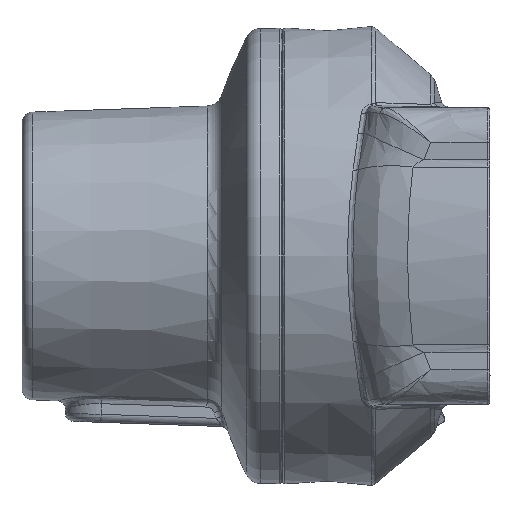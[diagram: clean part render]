
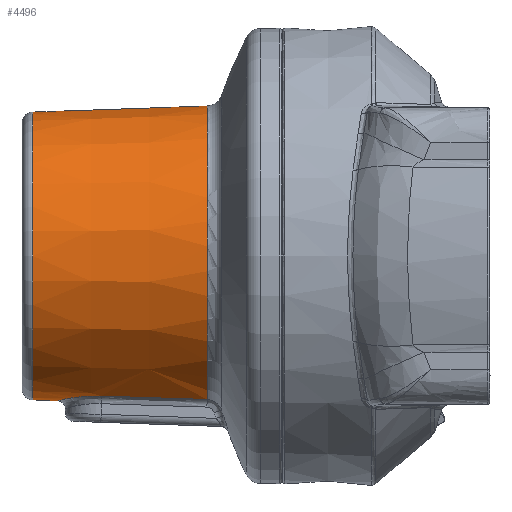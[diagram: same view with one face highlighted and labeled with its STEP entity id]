
A CAD part, left-side view. The second image highlights one B-rep face of the part: STEP entity #4496.
In plain terms, the highlighted conical face has half-angle 2 degrees and reference radius 31.5 mm.
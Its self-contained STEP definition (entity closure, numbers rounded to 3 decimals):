
#244 = CARTESIAN_POINT ( 'NONE',  ( -19.747, -106.965, 322.92 ) ) ;
#442 = ORIENTED_EDGE ( 'NONE', *, *, #77246, .T. ) ;
#1345 = CARTESIAN_POINT ( 'NONE',  ( -19.926, -117.458, 322.591 ) ) ;
#2996 = CARTESIAN_POINT ( 'NONE',  ( -1.184, -106.543, 322.933 ) ) ;
#3679 = CIRCLE ( 'NONE', #36119, 31.584 ) ;
#3840 = CARTESIAN_POINT ( 'NONE',  ( -0.88, -124.355, 322.375 ) ) ;
#3932 = CARTESIAN_POINT ( 'NONE',  ( -16.472, -97.395, 322.458 ) ) ;
#4192 = CARTESIAN_POINT ( 'NONE',  ( -19.444, -102.186, 323. ) ) ;
#4496 = ADVANCED_FACE ( 'NONE', ( #8122, #42536 ), #74095, .T. ) ;
#4526 = ORIENTED_EDGE ( 'NONE', *, *, #37703, .T. ) ;
#4745 = CARTESIAN_POINT ( 'NONE',  ( -6.323, -96.097, 322.201 ) ) ;
#6664 = CARTESIAN_POINT ( 'NONE',  ( -20.103, -127.853, 322.266 ) ) ;
#8122 = FACE_OUTER_BOUND ( 'NONE', #30058, .T. ) ;
#8979 = VERTEX_POINT ( 'NONE', #59836 ) ;
#9711 = CARTESIAN_POINT ( 'NONE',  ( -0.86, -125.521, 322.339 ) ) ;
#10257 = CARTESIAN_POINT ( 'NONE',  ( -0.96, -119.691, 322.521 ) ) ;
#10337 = CARTESIAN_POINT ( 'NONE',  ( -13.444, -95.584, 322.089 ) ) ;
#10613 = CARTESIAN_POINT ( 'NONE',  ( -19.707, -104.633, 322.993 ) ) ;
#10638 = ORIENTED_EDGE ( 'NONE', *, *, #17242, .T. ) ;
#10879 = CARTESIAN_POINT ( 'NONE',  ( -15.137, -96.377, 322.263 ) ) ;
#11398 = CARTESIAN_POINT ( 'NONE',  ( -15.885, -96.905, 322.367 ) ) ;
#13566 = CARTESIAN_POINT ( 'NONE',  ( -20.006, -122.122, 322.445 ) ) ;
#13622 = DIRECTION ( 'NONE',  ( 0., -1., 0. ) ) ;
#16274 = CARTESIAN_POINT ( 'NONE',  ( -10.462, -89.655, 353.74 ) ) ;
#16687 = CARTESIAN_POINT ( 'NONE',  ( -4.323, -97.487, 322.477 ) ) ;
#16945 = CARTESIAN_POINT ( 'NONE',  ( -16.126, -97.094, 322.403 ) ) ;
#17242 = EDGE_CURVE ( 'NONE', #63379, #51698, #61887, .T. ) ;
#17490 = CARTESIAN_POINT ( 'NONE',  ( -13.736, -95.696, 322.114 ) ) ;
#17717 = AXIS2_PLACEMENT_3D ( 'NONE', #70582, #13622, #32826 ) ;
#17758 = CARTESIAN_POINT ( 'NONE',  ( -5.528, -96.56, 322.299 ) ) ;
#19090 = CARTESIAN_POINT ( 'NONE',  ( -19.707, -104.633, 322.993 ) ) ;
#20179 = CARTESIAN_POINT ( 'NONE',  ( -19.846, -112.795, 322.737 ) ) ;
#22160 = B_SPLINE_CURVE_WITH_KNOTS ( 'NONE', 3,
 ( #74171, #67587, #30371, #55141, #41950, #22966, #35344, #41672, #54594, #55405, #60954, #16687, #67856, #17758, #67049, #61227, #4745, #42470, #48779, #23501, #42737, #29280, #49058, #60691, #67309, #10337, #17490, #61495, #35600, #10879, #11398, #16945, #3932, #47968, #54319, #29810, #23756, #30101, #79702, #54872, #4192, #36428, #10613 ),
 .UNSPECIFIED., .F., .F.,
 ( 4, 2, 2, 2, 2, 2, 2, 2, 2, 2, 2, 2, 1, 2, 2, 2, 2, 2, 2, 2, 2, 4 ),
 ( 0., 0.062, 0.125, 0.187, 0.219, 0.25, 0.312, 0.344, 0.359, 0.375, 0.5, 0.563, 0.594, 0.609, 0.625, 0.688, 0.719, 0.734, 0.75, 0.813, 0.875, 1. ),
 .UNSPECIFIED. ) ;
#22966 = CARTESIAN_POINT ( 'NONE',  ( -2.182, -100.436, 322.87 ) ) ;
#23501 = CARTESIAN_POINT ( 'NONE',  ( -8.045, -95.313, 322.029 ) ) ;
#23756 = CARTESIAN_POINT ( 'NONE',  ( -17.443, -98.382, 322.622 ) ) ;
#26170 = CARTESIAN_POINT ( 'NONE',  ( -20.038, -124.032, 322.385 ) ) ;
#26792 = B_SPLINE_CURVE_WITH_KNOTS ( 'NONE', 3,
 ( #73014, #35261, #9711, #3840, #10257, #79355, #47611, #41585, #2996, #72180 ),
 .UNSPECIFIED., .F., .F.,
 ( 4, 3, 3, 4 ),
 ( 0., 0.151, 0.753, 1. ),
 .UNSPECIFIED. ) ;
#29280 = CARTESIAN_POINT ( 'NONE',  ( -11.065, -95.053, 321.967 ) ) ;
#29810 = CARTESIAN_POINT ( 'NONE',  ( -16.916, -97.822, 322.531 ) ) ;
#30058 = EDGE_LOOP ( 'NONE', ( #38991, #442, #35061, #10638 ) ) ;
#30101 = CARTESIAN_POINT ( 'NONE',  ( -17.816, -98.863, 322.692 ) ) ;
#30371 = CARTESIAN_POINT ( 'NONE',  ( -1.294, -103.401, 323.014 ) ) ;
#32826 = DIRECTION ( 'NONE',  ( 0., 0., 1. ) ) ;
#35061 = ORIENTED_EDGE ( 'NONE', *, *, #61218, .T. ) ;
#35179 = DIRECTION ( 'NONE',  ( 0., 1., 0. ) ) ;
#35261 = CARTESIAN_POINT ( 'NONE',  ( -0.84, -126.687, 322.302 ) ) ;
#35344 = CARTESIAN_POINT ( 'NONE',  ( -2.461, -99.888, 322.815 ) ) ;
#35600 = CARTESIAN_POINT ( 'NONE',  ( -14.601, -96.074, 322.197 ) ) ;
#35734 = DIRECTION ( 'NONE',  ( 0., 0., 1. ) ) ;
#36119 = AXIS2_PLACEMENT_3D ( 'NONE', #16274, #67722, #35734 ) ;
#36428 = CARTESIAN_POINT ( 'NONE',  ( -19.686, -103.389, 323.032 ) ) ;
#37703 = EDGE_CURVE ( 'NONE', #8979, #8979, #3679, .T. ) ;
#38027 = CARTESIAN_POINT ( 'NONE',  ( -19.727, -105.799, 322.956 ) ) ;
#38991 = ORIENTED_EDGE ( 'NONE', *, *, #60736, .T. ) ;
#41585 = CARTESIAN_POINT ( 'NONE',  ( -1.152, -108.454, 322.873 ) ) ;
#41672 = CARTESIAN_POINT ( 'NONE',  ( -2.948, -99.117, 322.722 ) ) ;
#41950 = CARTESIAN_POINT ( 'NONE',  ( -1.716, -101.601, 322.956 ) ) ;
#42470 = CARTESIAN_POINT ( 'NONE',  ( -6.6, -95.958, 322.171 ) ) ;
#42536 = FACE_BOUND ( 'NONE', #65979, .T. ) ;
#42737 = CARTESIAN_POINT ( 'NONE',  ( -9.235, -95.054, 321.968 ) ) ;
#45416 = CARTESIAN_POINT ( 'NONE',  ( -19.767, -108.131, 322.883 ) ) ;
#47611 = CARTESIAN_POINT ( 'NONE',  ( -1.119, -110.364, 322.813 ) ) ;
#47769 = CARTESIAN_POINT ( 'NONE',  ( -1.217, -104.633, 322.993 ) ) ;
#47968 = CARTESIAN_POINT ( 'NONE',  ( -16.585, -97.499, 322.476 ) ) ;
#48779 = CARTESIAN_POINT ( 'NONE',  ( -6.739, -95.892, 322.157 ) ) ;
#49058 = CARTESIAN_POINT ( 'NONE',  ( -11.668, -95.116, 321.983 ) ) ;
#50442 = AXIS2_PLACEMENT_3D ( 'NONE', #73190, #35179, #73994 ) ;
#51311 = CARTESIAN_POINT ( 'NONE',  ( -0.82, -127.853, 322.266 ) ) ;
#51698 = VERTEX_POINT ( 'NONE', #75083 ) ;
#54319 = CARTESIAN_POINT ( 'NONE',  ( -16.807, -97.712, 322.512 ) ) ;
#54594 = CARTESIAN_POINT ( 'NONE',  ( -3.123, -98.868, 322.689 ) ) ;
#54872 = CARTESIAN_POINT ( 'NONE',  ( -18.748, -100.443, 322.871 ) ) ;
#55141 = CARTESIAN_POINT ( 'NONE',  ( -1.538, -102.196, 322.986 ) ) ;
#55405 = CARTESIAN_POINT ( 'NONE',  ( -3.494, -98.389, 322.621 ) ) ;
#58374 = CIRCLE ( 'NONE', #50442, 32.918 ) ;
#59836 = CARTESIAN_POINT ( 'NONE',  ( -10.462, -89.655, 385.324 ) ) ;
#60691 = CARTESIAN_POINT ( 'NONE',  ( -12.561, -95.308, 322.027 ) ) ;
#60736 = EDGE_CURVE ( 'NONE', #51698, #68513, #58374, .T. ) ;
#60954 = CARTESIAN_POINT ( 'NONE',  ( -3.691, -98.159, 322.586 ) ) ;
#61218 = EDGE_CURVE ( 'NONE', #71489, #63379, #22160, .T. ) ;
#61227 = CARTESIAN_POINT ( 'NONE',  ( -6.187, -96.17, 322.217 ) ) ;
#61495 = CARTESIAN_POINT ( 'NONE',  ( -13.883, -95.757, 322.127 ) ) ;
#61887 = B_SPLINE_CURVE_WITH_KNOTS ( 'NONE', 3,
 ( #19090, #38027, #244, #45416, #20179, #1345, #13566, #26170, #70246, #6664 ),
 .UNSPECIFIED., .F., .F.,
 ( 4, 3, 3, 4 ),
 ( 0., 0.151, 0.753, 1. ),
 .UNSPECIFIED. ) ;
#62682 = CARTESIAN_POINT ( 'NONE',  ( -19.707, -104.633, 322.993 ) ) ;
#63379 = VERTEX_POINT ( 'NONE', #62682 ) ;
#65979 = EDGE_LOOP ( 'NONE', ( #4526 ) ) ;
#67049 = CARTESIAN_POINT ( 'NONE',  ( -5.786, -96.397, 322.265 ) ) ;
#67309 = CARTESIAN_POINT ( 'NONE',  ( -13.005, -95.428, 322.054 ) ) ;
#67587 = CARTESIAN_POINT ( 'NONE',  ( -1.228, -104.013, 323.012 ) ) ;
#67722 = DIRECTION ( 'NONE',  ( 0., -1., 0. ) ) ;
#67856 = CARTESIAN_POINT ( 'NONE',  ( -4.782, -97.087, 322.403 ) ) ;
#68513 = VERTEX_POINT ( 'NONE', #51311 ) ;
#70246 = CARTESIAN_POINT ( 'NONE',  ( -20.071, -125.943, 322.325 ) ) ;
#70582 = CARTESIAN_POINT ( 'NONE',  ( -10.462, -87.242, 353.74 ) ) ;
#71489 = VERTEX_POINT ( 'NONE', #47769 ) ;
#72180 = CARTESIAN_POINT ( 'NONE',  ( -1.217, -104.633, 322.993 ) ) ;
#73014 = CARTESIAN_POINT ( 'NONE',  ( -0.82, -127.853, 322.266 ) ) ;
#73190 = CARTESIAN_POINT ( 'NONE',  ( -10.462, -127.853, 353.74 ) ) ;
#73994 = DIRECTION ( 'NONE',  ( 0., 0., -1. ) ) ;
#74095 = CONICAL_SURFACE ( 'NONE', #17717, 31.5, 0.035 ) ;
#74171 = CARTESIAN_POINT ( 'NONE',  ( -1.217, -104.633, 322.993 ) ) ;
#75083 = CARTESIAN_POINT ( 'NONE',  ( -20.103, -127.853, 322.266 ) ) ;
#77246 = EDGE_CURVE ( 'NONE', #68513, #71489, #26792, .T. ) ;
#79355 = CARTESIAN_POINT ( 'NONE',  ( -1.039, -115.028, 322.667 ) ) ;
#79702 = CARTESIAN_POINT ( 'NONE',  ( -18.469, -99.893, 322.816 ) ) ;
